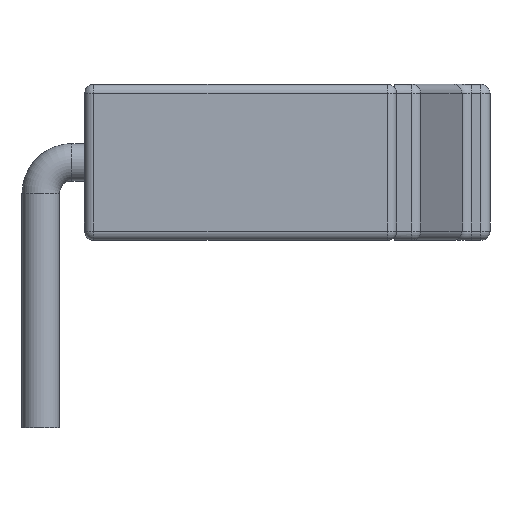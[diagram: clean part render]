
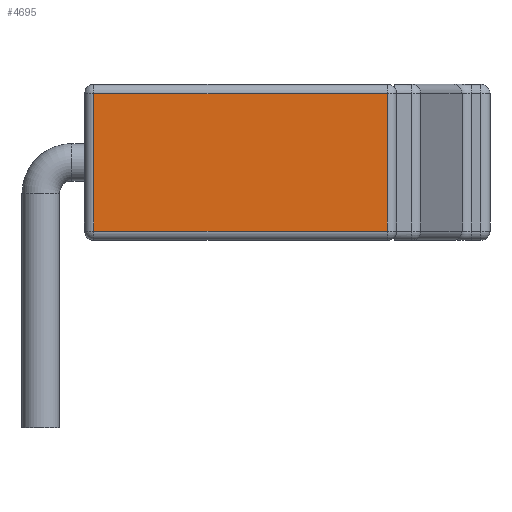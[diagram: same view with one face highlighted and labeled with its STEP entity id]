
A CAD part, left-side view. The second image highlights one B-rep face of the part: STEP entity #4695.
In plain terms, the highlighted planar face has unit normal (-1, 0, 0).
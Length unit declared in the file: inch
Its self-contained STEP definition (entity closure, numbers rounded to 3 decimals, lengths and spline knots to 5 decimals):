
#2936 = CYLINDRICAL_SURFACE('',#2937,0.00591);
#2937 = AXIS2_PLACEMENT_3D('',#2938,#2939,#2940);
#2938 = CARTESIAN_POINT('',(-0.19094,-0.2185,0.));
#2939 = DIRECTION('',(-0.,-0.,-1.));
#2940 = DIRECTION('',(1.,0.,0.));
#2954 = VERTEX_POINT('',#2955);
#2955 = CARTESIAN_POINT('',(-0.19685,-0.2185,
    0.09252));
#2969 = CYLINDRICAL_SURFACE('',#2970,0.00591);
#2970 = AXIS2_PLACEMENT_3D('',#2971,#2972,#2973);
#2971 = CARTESIAN_POINT('',(-0.19094,-0.2185,
    0.09252));
#2972 = DIRECTION('',(0.,1.,0.));
#2973 = DIRECTION('',(-1.,0.,0.));
#3602 = CYLINDRICAL_SURFACE('',#3603,0.00591);
#3603 = AXIS2_PLACEMENT_3D('',#3604,#3605,#3606);
#3604 = CARTESIAN_POINT('',(-0.19094,-0.2185,
    0.00591));
#3605 = DIRECTION('',(0.,1.,0.));
#3606 = DIRECTION('',(-1.,0.,0.));
#3670 = VERTEX_POINT('',#3671);
#3671 = CARTESIAN_POINT('',(-0.19685,-0.2185,
    0.00591));
#3794 = EDGE_CURVE('',#3670,#2954,#3795,.T.);
#3795 = SURFACE_CURVE('',#3796,(#3800,#3807),.PCURVE_S1.);
#3796 = LINE('',#3797,#3798);
#3797 = CARTESIAN_POINT('',(-0.19685,-0.2185,0.));
#3798 = VECTOR('',#3799,0.03937);
#3799 = DIRECTION('',(0.,0.,1.));
#3800 = PCURVE('',#2936,#3801);
#3801 = DEFINITIONAL_REPRESENTATION('',(#3802),#3806);
#3802 = LINE('',#3803,#3804);
#3803 = CARTESIAN_POINT('',(3.142,0.));
#3804 = VECTOR('',#3805,1.);
#3805 = DIRECTION('',(-0.,-1.));
#3806 = ( GEOMETRIC_REPRESENTATION_CONTEXT(2) 
PARAMETRIC_REPRESENTATION_CONTEXT() REPRESENTATION_CONTEXT('2D SPACE',''
  ) );
#3807 = PCURVE('',#3808,#3813);
#3808 = PLANE('',#3809);
#3809 = AXIS2_PLACEMENT_3D('',#3810,#3811,#3812);
#3810 = CARTESIAN_POINT('',(-0.19685,-0.03346,0.));
#3811 = DIRECTION('',(1.,0.,0.));
#3812 = DIRECTION('',(0.,-1.,0.));
#3813 = DEFINITIONAL_REPRESENTATION('',(#3814),#3818);
#3814 = LINE('',#3815,#3816);
#3815 = CARTESIAN_POINT('',(0.185,0.));
#3816 = VECTOR('',#3817,1.);
#3817 = DIRECTION('',(0.,-1.));
#3818 = ( GEOMETRIC_REPRESENTATION_CONTEXT(2) 
PARAMETRIC_REPRESENTATION_CONTEXT() REPRESENTATION_CONTEXT('2D SPACE',''
  ) );
#3826 = VERTEX_POINT('',#3827);
#3827 = CARTESIAN_POINT('',(-0.19685,-0.03346,
    0.09252));
#3852 = EDGE_CURVE('',#2954,#3826,#3853,.T.);
#3853 = SURFACE_CURVE('',#3854,(#3858,#3865),.PCURVE_S1.);
#3854 = LINE('',#3855,#3856);
#3855 = CARTESIAN_POINT('',(-0.19685,-0.2185,
    0.09252));
#3856 = VECTOR('',#3857,0.03937);
#3857 = DIRECTION('',(0.,1.,0.));
#3858 = PCURVE('',#2969,#3859);
#3859 = DEFINITIONAL_REPRESENTATION('',(#3860),#3864);
#3860 = LINE('',#3861,#3862);
#3861 = CARTESIAN_POINT('',(0.,0.));
#3862 = VECTOR('',#3863,1.);
#3863 = DIRECTION('',(0.,1.));
#3864 = ( GEOMETRIC_REPRESENTATION_CONTEXT(2) 
PARAMETRIC_REPRESENTATION_CONTEXT() REPRESENTATION_CONTEXT('2D SPACE',''
  ) );
#3865 = PCURVE('',#3808,#3866);
#3866 = DEFINITIONAL_REPRESENTATION('',(#3867),#3871);
#3867 = LINE('',#3868,#3869);
#3868 = CARTESIAN_POINT('',(0.185,-0.093));
#3869 = VECTOR('',#3870,1.);
#3870 = DIRECTION('',(-1.,0.));
#3871 = ( GEOMETRIC_REPRESENTATION_CONTEXT(2) 
PARAMETRIC_REPRESENTATION_CONTEXT() REPRESENTATION_CONTEXT('2D SPACE',''
  ) );
#4624 = EDGE_CURVE('',#3670,#4625,#4627,.T.);
#4625 = VERTEX_POINT('',#4626);
#4626 = CARTESIAN_POINT('',(-0.19685,-0.03346,
    0.00591));
#4627 = SURFACE_CURVE('',#4628,(#4632,#4639),.PCURVE_S1.);
#4628 = LINE('',#4629,#4630);
#4629 = CARTESIAN_POINT('',(-0.19685,-0.2185,
    0.00591));
#4630 = VECTOR('',#4631,0.03937);
#4631 = DIRECTION('',(0.,1.,0.));
#4632 = PCURVE('',#3602,#4633);
#4633 = DEFINITIONAL_REPRESENTATION('',(#4634),#4638);
#4634 = LINE('',#4635,#4636);
#4635 = CARTESIAN_POINT('',(6.283,0.));
#4636 = VECTOR('',#4637,1.);
#4637 = DIRECTION('',(-0.,1.));
#4638 = ( GEOMETRIC_REPRESENTATION_CONTEXT(2) 
PARAMETRIC_REPRESENTATION_CONTEXT() REPRESENTATION_CONTEXT('2D SPACE',''
  ) );
#4639 = PCURVE('',#3808,#4640);
#4640 = DEFINITIONAL_REPRESENTATION('',(#4641),#4645);
#4641 = LINE('',#4642,#4643);
#4642 = CARTESIAN_POINT('',(0.185,-0.006));
#4643 = VECTOR('',#4644,1.);
#4644 = DIRECTION('',(-1.,0.));
#4645 = ( GEOMETRIC_REPRESENTATION_CONTEXT(2) 
PARAMETRIC_REPRESENTATION_CONTEXT() REPRESENTATION_CONTEXT('2D SPACE',''
  ) );
#4695 = ADVANCED_FACE('',(#4696),#3808,.F.);
#4696 = FACE_BOUND('',#4697,.F.);
#4697 = EDGE_LOOP('',(#4698,#4724,#4725,#4726));
#4698 = ORIENTED_EDGE('',*,*,#4699,.T.);
#4699 = EDGE_CURVE('',#4625,#3826,#4700,.T.);
#4700 = SURFACE_CURVE('',#4701,(#4705,#4712),.PCURVE_S1.);
#4701 = LINE('',#4702,#4703);
#4702 = CARTESIAN_POINT('',(-0.19685,-0.03346,0.));
#4703 = VECTOR('',#4704,0.03937);
#4704 = DIRECTION('',(0.,0.,1.));
#4705 = PCURVE('',#3808,#4706);
#4706 = DEFINITIONAL_REPRESENTATION('',(#4707),#4711);
#4707 = LINE('',#4708,#4709);
#4708 = CARTESIAN_POINT('',(0.,0.));
#4709 = VECTOR('',#4710,1.);
#4710 = DIRECTION('',(0.,-1.));
#4711 = ( GEOMETRIC_REPRESENTATION_CONTEXT(2) 
PARAMETRIC_REPRESENTATION_CONTEXT() REPRESENTATION_CONTEXT('2D SPACE',''
  ) );
#4712 = PCURVE('',#4713,#4718);
#4713 = CYLINDRICAL_SURFACE('',#4714,0.00591);
#4714 = AXIS2_PLACEMENT_3D('',#4715,#4716,#4717);
#4715 = CARTESIAN_POINT('',(-0.19094,-0.03346,0.));
#4716 = DIRECTION('',(-0.,-0.,-1.));
#4717 = DIRECTION('',(1.,0.,0.));
#4718 = DEFINITIONAL_REPRESENTATION('',(#4719),#4723);
#4719 = LINE('',#4720,#4721);
#4720 = CARTESIAN_POINT('',(3.142,0.));
#4721 = VECTOR('',#4722,1.);
#4722 = DIRECTION('',(-0.,-1.));
#4723 = ( GEOMETRIC_REPRESENTATION_CONTEXT(2) 
PARAMETRIC_REPRESENTATION_CONTEXT() REPRESENTATION_CONTEXT('2D SPACE',''
  ) );
#4724 = ORIENTED_EDGE('',*,*,#3852,.F.);
#4725 = ORIENTED_EDGE('',*,*,#3794,.F.);
#4726 = ORIENTED_EDGE('',*,*,#4624,.T.);
